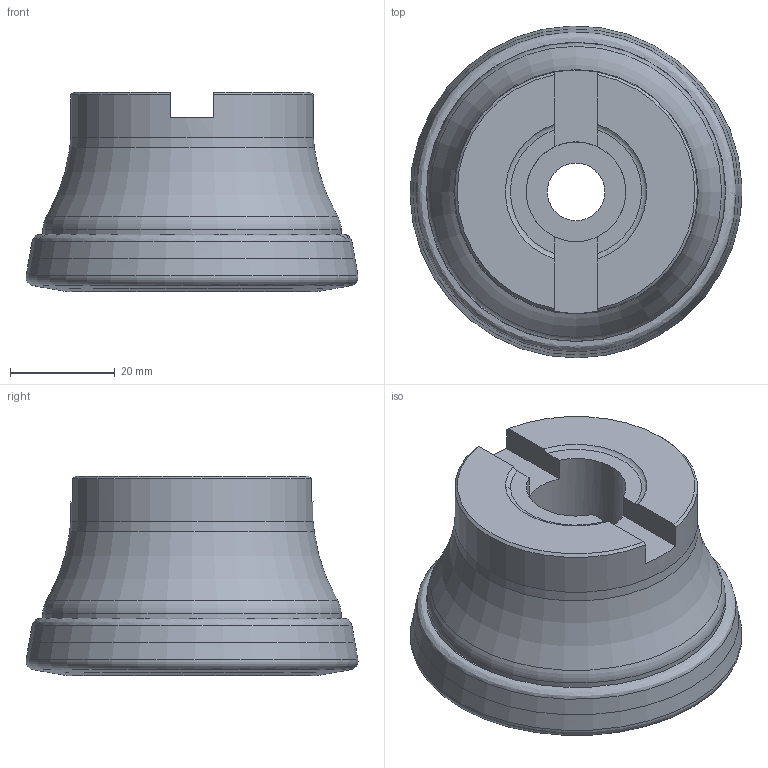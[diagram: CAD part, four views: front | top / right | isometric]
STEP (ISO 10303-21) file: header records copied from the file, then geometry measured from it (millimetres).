
FILE_DESCRIPTION(/* description */ (''),/* implementation_level */ '2;1');
FILE_NAME(/* name */ 'R220.21-02.50-SP10.7A_Basic.stp',/* time_stamp */ '2021-09-21T09:04:41+06:00',/* author */ (''),/* organization */ (''),/* preprocessor_version */ 'ST-DEVELOPER v16.7',/* originating_system */ 'SIEMENS PLM Software NX 12.0',/* authorisation */ '');
FILE_SCHEMA (('AUTOMOTIVE_DESIGN { 1 0 10303 214 3 1 1 1 }'));
Length unit declared in the file: millimetre
Products named in the file (4): CUT; NOCUT; ASSEMBLY_CONSTRUCTION; A2363156_stp_stp
Assembly tree (3 placements, depth 2):
  A2363156_stp_stp
    ASSEMBLY_CONSTRUCTION
    NOCUT
    CUT
Bounding box: 63.45 x 63.45 x 38.1 mm (x, y, z)
Volume: 86004.7 mm3; surface area: 18857.2 mm2
Topology: 2 solids, 2 shells, 46 faces, 120 edges, 84 vertices
Faces by surface type: plane 13, revolution 12, torus 10, cylinder 5, cone 5, bspline 1
Full cylindrical faces by diameter (mm): 11 x1, 16 x1, 19.056 x1, 46.45 x1, 57.002 x1
Entity records: 1475 total; most frequent: CARTESIAN_POINT 364, DIRECTION 211, ORIENTED_EDGE 146, AXIS2_PLACEMENT_3D 88, EDGE_LOOP 78, EDGE_CURVE 73, FACE_BOUND 64, VERTEX_POINT 59
